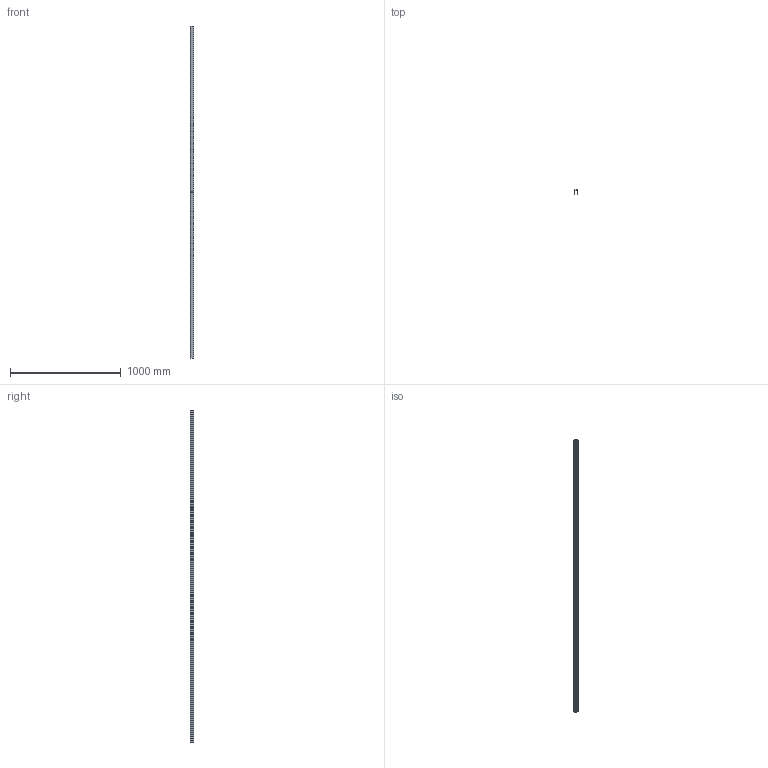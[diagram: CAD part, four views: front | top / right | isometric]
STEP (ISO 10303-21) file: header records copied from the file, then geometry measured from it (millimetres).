
FILE_DESCRIPTION (( 'STEP AP203' ), '1' );
FILE_NAME ('60368-GU-3M.step', '2022-07-21T09:41:10', ( '' ), ( '' ), 'SwSTEP 2.0', 'SolidWorks 2018', '' );
FILE_SCHEMA (( 'CONFIG_CONTROL_DESIGN' ));
Length unit declared in the file: millimetre
Products named in the file (1): 60368-GU-3M
Bounding box: 34.96 x 31.95 x 3000 mm (x, y, z)
Volume: 428782.1 mm3; surface area: 612123.4 mm2
Topology: 1 solids, 1 shells, 359 faces, 987 edges, 658 vertices
Faces by surface type: plane 193, bspline 156, cylinder 10
Entity records: 18994 total; most frequent: CARTESIAN_POINT 10833, ORIENTED_EDGE 1974, DIRECTION 1103, EDGE_CURVE 987, VERTEX_POINT 658, LINE 655, VECTOR 655, EDGE_LOOP 387
